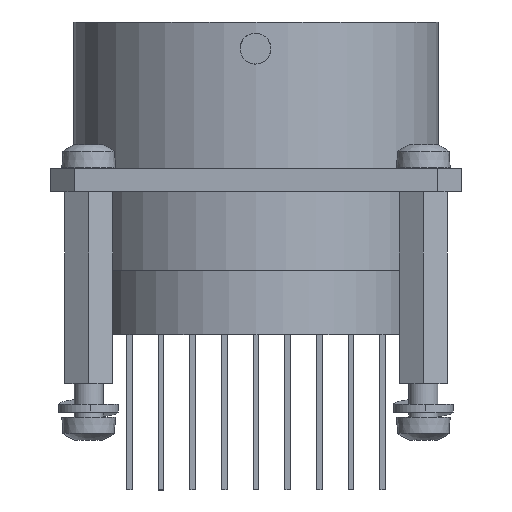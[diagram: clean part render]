
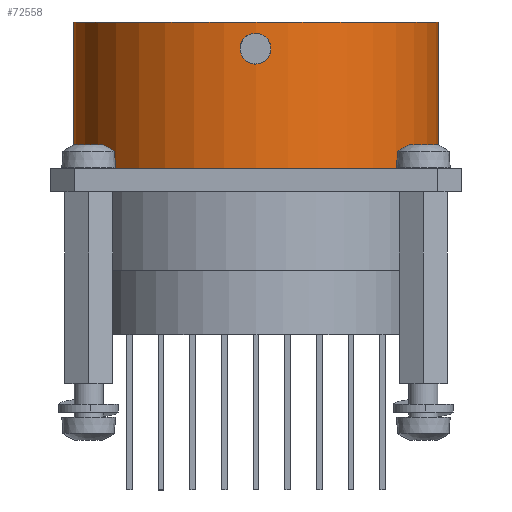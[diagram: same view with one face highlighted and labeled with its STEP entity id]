
A CAD part, front view. The second image highlights one B-rep face of the part: STEP entity #72558.
In plain terms, the highlighted cylindrical face has radius 19.015 mm (diameter 38.03 mm), a partial arc.
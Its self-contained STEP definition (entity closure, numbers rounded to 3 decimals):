
#71738=CARTESIAN_POINT('',(19.015,0.,22.4));
#71739=VERTEX_POINT('',#71738);
#71740=CARTESIAN_POINT('',(19.015,0.,37.7));
#71741=VERTEX_POINT('',#71740);
#71742=CARTESIAN_POINT('',(19.015,0.,22.4));
#71743=DIRECTION('',(0.0,0.0,1.0));
#71744=VECTOR('',#71743,15.3);
#71745=LINE('',#71742,#71744);
#71746=EDGE_CURVE('',#71739,#71741,#71745,.T.);
#71748=CARTESIAN_POINT('',(-19.015,0.,22.4));
#71749=VERTEX_POINT('',#71748);
#71757=CARTESIAN_POINT('',(-19.015,0.,37.7));
#71758=VERTEX_POINT('',#71757);
#71759=CARTESIAN_POINT('',(-19.015,0.,22.4));
#71760=DIRECTION('',(0.0,0.0,1.0));
#71761=VECTOR('',#71760,15.3);
#71762=LINE('',#71759,#71761);
#71763=EDGE_CURVE('',#71749,#71758,#71762,.T.);
#72443=CARTESIAN_POINT('',(0.0,0.,37.7));
#72444=DIRECTION('',(0.0,0.0,1.0));
#72445=DIRECTION('',(1.0,0.0,0.0));
#72446=AXIS2_PLACEMENT_3D('',#72443,#72444,#72445);
#72447=CIRCLE('',#72446,19.015);
#72448=EDGE_CURVE('',#71758,#71741,#72447,.T.);
#72541=CARTESIAN_POINT('',(0.0,0.,37.7));
#72542=DIRECTION('',(0.0,0.0,-1.0));
#72543=DIRECTION('',(1.0,0.0,0.0));
#72544=AXIS2_PLACEMENT_3D('',#72541,#72542,#72543);
#72545=CYLINDRICAL_SURFACE('',#72544,19.015);
#72546=ORIENTED_EDGE('',*,*,#71746,.T.);
#72547=ORIENTED_EDGE('',*,*,#72448,.F.);
#72548=ORIENTED_EDGE('',*,*,#71763,.F.);
#72549=CARTESIAN_POINT('',(0.0,0.,22.4));
#72550=DIRECTION('',(0.0,0.0,1.0));
#72551=DIRECTION('',(1.0,0.0,0.0));
#72552=AXIS2_PLACEMENT_3D('',#72549,#72550,#72551);
#72553=CIRCLE('',#72552,19.015);
#72554=EDGE_CURVE('',#71749,#71739,#72553,.T.);
#72555=ORIENTED_EDGE('',*,*,#72554,.T.);
#72556=EDGE_LOOP('',(#72546,#72547,#72548,#72555));
#72557=FACE_OUTER_BOUND('',#72556,.T.);
#72558=ADVANCED_FACE('',(#72557),#72545,.T.);
